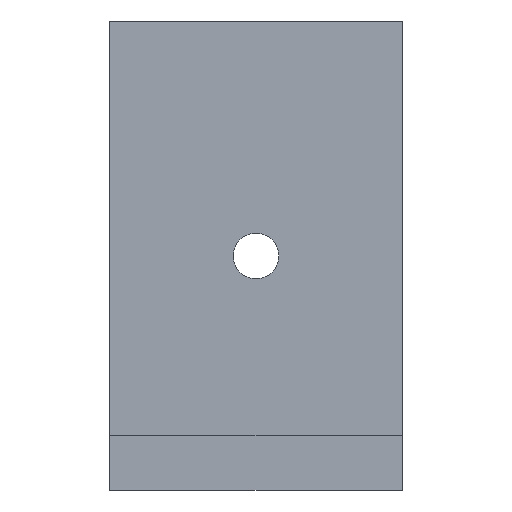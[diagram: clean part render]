
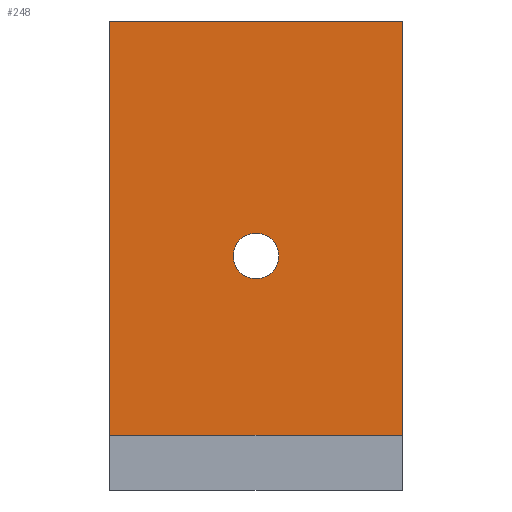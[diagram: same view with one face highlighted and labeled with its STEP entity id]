
A CAD part, front view. The second image highlights one B-rep face of the part: STEP entity #248.
In plain terms, the highlighted planar face has unit normal (0, -1, 0).
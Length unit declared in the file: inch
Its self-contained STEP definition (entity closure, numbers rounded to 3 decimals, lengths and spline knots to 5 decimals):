
#26=FACE_BOUND('',#64,.T.);
#31=CIRCLE('',#263,0.098);
#43=FACE_OUTER_BOUND('',#63,.T.);
#63=EDGE_LOOP('',(#214,#215,#216,#217));
#64=EDGE_LOOP('',(#218));
#70=LINE('',#341,#94);
#72=LINE('',#345,#96);
#84=LINE('',#371,#108);
#91=LINE('',#429,#115);
#94=VECTOR('',#277,1.25);
#96=VECTOR('',#281,1.765);
#108=VECTOR('',#301,1.765);
#115=VECTOR('',#328,1.25);
#118=VERTEX_POINT('',#338);
#119=VERTEX_POINT('',#340);
#120=VERTEX_POINT('',#344);
#130=VERTEX_POINT('',#370);
#136=VERTEX_POINT('',#419);
#140=EDGE_CURVE('',#119,#118,#70,.T.);
#142=EDGE_CURVE('',#120,#118,#72,.T.);
#155=EDGE_CURVE('',#119,#130,#84,.T.);
#163=EDGE_CURVE('',#136,#136,#31,.T.);
#167=EDGE_CURVE('',#130,#120,#91,.T.);
#214=ORIENTED_EDGE('',*,*,#142,.F.);
#215=ORIENTED_EDGE('',*,*,#167,.F.);
#216=ORIENTED_EDGE('',*,*,#155,.F.);
#217=ORIENTED_EDGE('',*,*,#140,.T.);
#218=ORIENTED_EDGE('',*,*,#163,.T.);
#235=PLANE('',#268);
#248=ADVANCED_FACE('',(#43,#26),#235,.T.);
#263=AXIS2_PLACEMENT_3D('',#420,#314,#315);
#268=AXIS2_PLACEMENT_3D('',#428,#326,#327);
#277=DIRECTION('',(1.,0.,0.));
#281=DIRECTION('',(0.,0.,-1.));
#301=DIRECTION('',(0.,0.,1.));
#314=DIRECTION('center_axis',(0.,1.,0.));
#315=DIRECTION('ref_axis',(1.,0.,0.));
#326=DIRECTION('center_axis',(0.,-1.,0.));
#327=DIRECTION('ref_axis',(1.,0.,0.));
#328=DIRECTION('',(1.,0.,0.));
#338=CARTESIAN_POINT('',(0.625,-0.375,-0.015));
#340=CARTESIAN_POINT('',(-0.625,-0.375,-0.015));
#341=CARTESIAN_POINT('',(0.625,-0.375,-0.015));
#344=CARTESIAN_POINT('',(0.625,-0.375,1.75));
#345=CARTESIAN_POINT('',(0.625,-0.375,0.));
#370=CARTESIAN_POINT('',(-0.625,-0.375,1.75));
#371=CARTESIAN_POINT('',(-0.625,-0.375,0.));
#419=CARTESIAN_POINT('',(-0.098,-0.375,0.75));
#420=CARTESIAN_POINT('Origin',(0.,-0.375,0.75));
#428=CARTESIAN_POINT('Origin',(-0.625,-0.375,0.));
#429=CARTESIAN_POINT('',(-0.625,-0.375,1.75));
